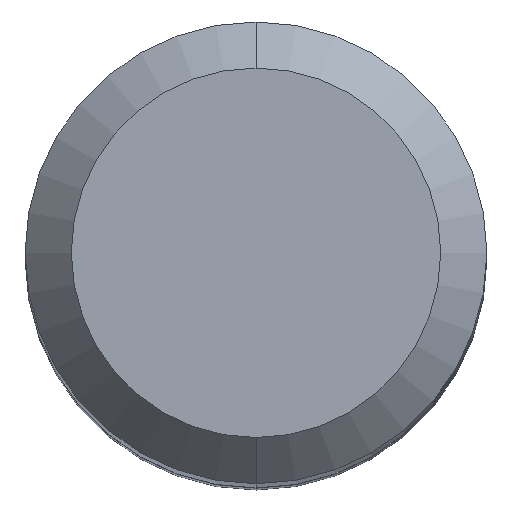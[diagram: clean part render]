
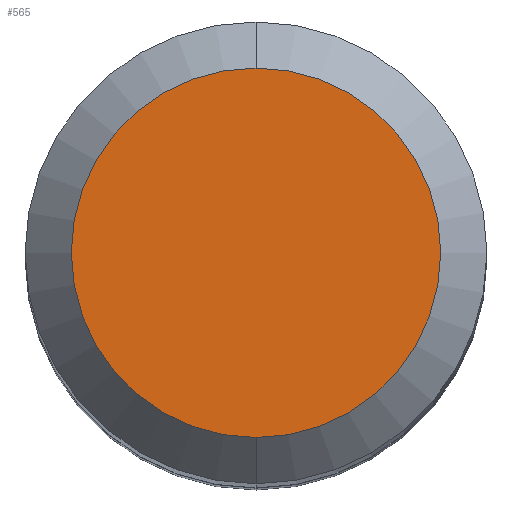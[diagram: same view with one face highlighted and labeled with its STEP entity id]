
A CAD part, top view. The second image highlights one B-rep face of the part: STEP entity #565.
In plain terms, the highlighted planar face has unit normal (0, 0, 1).
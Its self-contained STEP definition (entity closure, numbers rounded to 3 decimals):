
#240=CARTESIAN_POINT('',(0.,0.,36.));
#241=DIRECTION('',(0.,0.,1.));
#242=DIRECTION('',(0.,1.,0.));
#243=AXIS2_PLACEMENT_3D('',#240,#241,#242);
#248=CARTESIAN_POINT('',(0.,0.,36.));
#249=DIRECTION('',(0.,0.,-1.));
#250=DIRECTION('',(0.,1.,0.));
#251=AXIS2_PLACEMENT_3D('',#248,#249,#250);
#262=CARTESIAN_POINT('',(0.,3.2,36.));
#263=VERTEX_POINT('',#262);
#270=CARTESIAN_POINT('',(0.,-3.2,36.));
#271=VERTEX_POINT('',#270);
#556=CARTESIAN_POINT('',(0.,0.,36.));
#557=DIRECTION('',(0.,0.,-1.));
#558=DIRECTION('',(0.,-1.,0.));
#559=AXIS2_PLACEMENT_3D('',#556,#557,#558);
#560=PLANE('',#559);
#561=ORIENTED_EDGE('',*,*,#535,.F.);
#562=ORIENTED_EDGE('',*,*,#551,.T.);
#563=EDGE_LOOP('',(#561,#562));
#564=FACE_OUTER_BOUND('',#563,.F.);
#244=CIRCLE('',#243,3.2);
#252=CIRCLE('',#251,3.2);
#535=EDGE_CURVE('',#263,#271,#244,.T.);
#551=EDGE_CURVE('',#263,#271,#252,.T.);
#565=ADVANCED_FACE('',(#564),#560,.F.);
